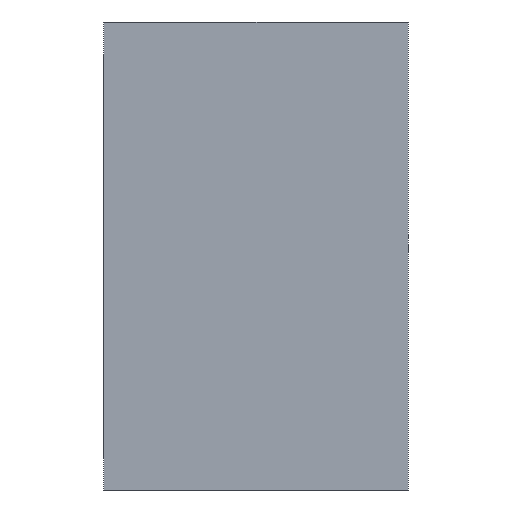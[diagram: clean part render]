
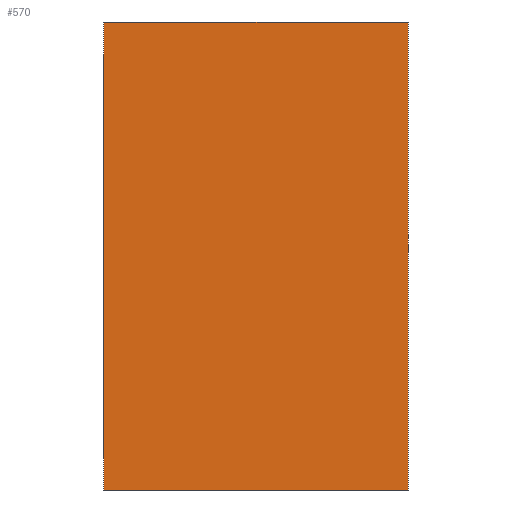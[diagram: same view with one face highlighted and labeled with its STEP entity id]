
A CAD part, left-side view. The second image highlights one B-rep face of the part: STEP entity #570.
In plain terms, the highlighted planar face has unit normal (-1, 0, 0).
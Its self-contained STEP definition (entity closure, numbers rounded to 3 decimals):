
#30=FACE_OUTER_BOUND('',#62,.T.);
#62=EDGE_LOOP('',(#401,#402,#403,#404));
#94=LINE('',#796,#166);
#104=LINE('',#816,#176);
#114=LINE('',#835,#186);
#115=LINE('',#837,#187);
#166=VECTOR('',#655,0.13);
#176=VECTOR('',#669,0.2);
#186=VECTOR('',#687,0.2);
#187=VECTOR('',#690,0.13);
#234=VERTEX_POINT('',#793);
#235=VERTEX_POINT('',#795);
#243=VERTEX_POINT('',#815);
#248=VERTEX_POINT('',#833);
#286=EDGE_CURVE('',#234,#235,#94,.T.);
#296=EDGE_CURVE('',#243,#235,#104,.T.);
#306=EDGE_CURVE('',#248,#234,#114,.T.);
#307=EDGE_CURVE('',#243,#248,#115,.T.);
#401=ORIENTED_EDGE('',*,*,#306,.F.);
#402=ORIENTED_EDGE('',*,*,#307,.F.);
#403=ORIENTED_EDGE('',*,*,#296,.T.);
#404=ORIENTED_EDGE('',*,*,#286,.F.);
#502=PLANE('',#607);
#570=ADVANCED_FACE('',(#30),#502,.T.);
#607=AXIS2_PLACEMENT_3D('',#836,#688,#689);
#655=DIRECTION('',(0.,-1.,0.));
#669=DIRECTION('',(0.,0.,1.));
#687=DIRECTION('',(0.,0.,1.));
#688=DIRECTION('center_axis',(-1.,0.,0.));
#689=DIRECTION('ref_axis',(0.,1.,0.));
#690=DIRECTION('',(0.,1.,0.));
#793=CARTESIAN_POINT('',(-0.014,0.116,0.186));
#795=CARTESIAN_POINT('',(-0.014,-0.014,0.186));
#796=CARTESIAN_POINT('',(-0.014,0.116,0.186));
#815=CARTESIAN_POINT('',(-0.014,-0.014,-0.014));
#816=CARTESIAN_POINT('',(-0.014,-0.014,0.172));
#833=CARTESIAN_POINT('',(-0.014,0.116,-0.014));
#835=CARTESIAN_POINT('',(-0.014,0.116,0.172));
#836=CARTESIAN_POINT('Origin',(-0.014,0.102,0.172));
#837=CARTESIAN_POINT('',(-0.014,0.,-0.014));
